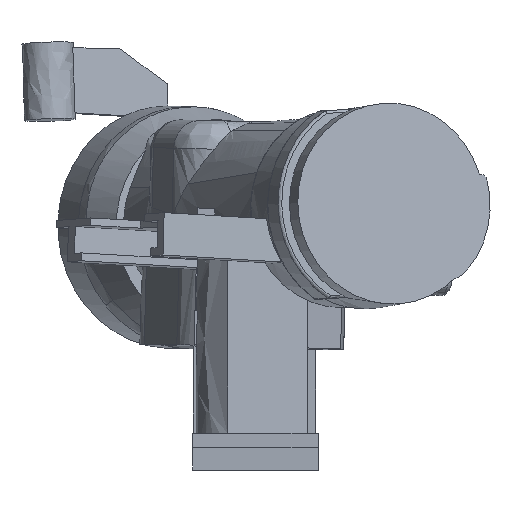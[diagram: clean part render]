
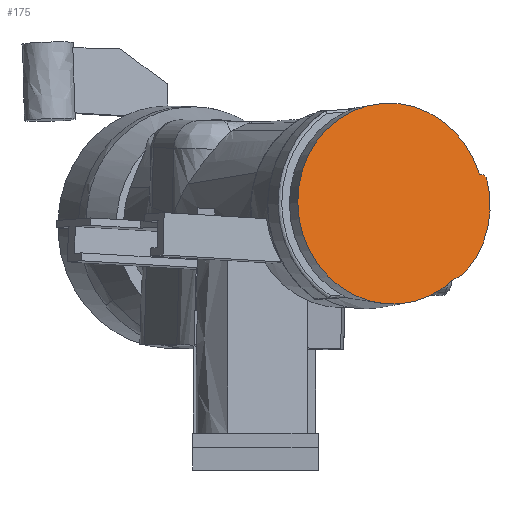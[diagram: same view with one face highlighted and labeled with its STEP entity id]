
A CAD part, left-side view. The second image highlights one B-rep face of the part: STEP entity #175.
In plain terms, the highlighted free-form (B-spline) face has degree [1, 1] with [2, 2] control points.
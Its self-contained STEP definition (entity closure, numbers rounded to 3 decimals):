
#175=ADVANCED_FACE('',(#516),#517,.T.);
#516=FACE_OUTER_BOUND('',#4645,.T.);
#517=B_SPLINE_SURFACE_WITH_KNOTS('',1,1,((#4646,#4647),(#4648,#4649)),.UNSPECIFIED.,.F.,.F.,.F.,(2,2),(2,2),(0.0,1.0),(0.0,1.0),.UNSPECIFIED.);
#4645=EDGE_LOOP('',(#12589,#12590,#12591,#12592,#12593,#12594));
#4646=CARTESIAN_POINT('',(-67.745,-7.634,25.011));
#4647=CARTESIAN_POINT('',(-66.059,-6.942,60.813));
#4648=CARTESIAN_POINT('',(-53.694,-41.903,25.011));
#4649=CARTESIAN_POINT('',(-52.007,-41.211,60.813));
#12589=ORIENTED_EDGE('',*,*,#13005,.T.);
#12590=ORIENTED_EDGE('',*,*,#13446,.T.);
#12591=ORIENTED_EDGE('',*,*,#13365,.T.);
#12592=ORIENTED_EDGE('',*,*,#13447,.T.);
#12593=ORIENTED_EDGE('',*,*,#13088,.T.);
#12594=ORIENTED_EDGE('',*,*,#13383,.T.);
#13005=EDGE_CURVE('',#13575,#13573,#13576,.T.);
#13088=EDGE_CURVE('',#13727,#13725,#13728,.T.);
#13365=EDGE_CURVE('',#14192,#14195,#14197,.T.);
#13383=EDGE_CURVE('',#13725,#13575,#14220,.T.);
#13446=EDGE_CURVE('',#13573,#14192,#14320,.T.);
#13447=EDGE_CURVE('',#14195,#13727,#14321,.T.);
#13573=VERTEX_POINT('',#14668);
#13575=VERTEX_POINT('',#14670);
#13576=ELLIPSE('',#14671,17.246,17.244);
#13725=VERTEX_POINT('',#15152);
#13727=VERTEX_POINT('',#15157);
#13728=ELLIPSE('',#15158,17.728,17.711);
#14192=VERTEX_POINT('',#17967);
#14195=VERTEX_POINT('',#17970);
#14197=LINE('',#17972,#17973);
#14220=B_SPLINE_CURVE_WITH_KNOTS('',3,(#18154,#18155,#18156,#18157,#18158,#18159,#18160,#18161),.UNSPECIFIED.,.F.,.F.,(4,2,2,4),(0.018,0.018,0.019,0.021),.UNSPECIFIED.);
#14320=B_SPLINE_CURVE_WITH_KNOTS('',3,(#18440,#18441,#18442,#18443,#18444,#18445,#18446,#18447,#18448,#18449,#18450,#18451,#18452,#18453,#18454,#18455,#18456,#18457,#18458,#18459,#18460,#18461,#18462,#18463,#18464,#18465,#18466,#18467,#18468,#18469,#18470),.UNSPECIFIED.,.F.,.F.,(4,1,1,1,2,2,1,1,1,1,2,2,2,1,1,1,2,2,1,1,1,4),(0.,0.,0.,0.,0.,0.,0.,0.,0.,0.001,0.001,0.001,0.001,0.001,0.001,0.001,0.001,0.001,0.001,0.001,0.001,0.001),.UNSPECIFIED.);
#14321=B_SPLINE_CURVE_WITH_KNOTS('',3,(#18471,#18472,#18473,#18474,#18475,#18476,#18477,#18478,#18479,#18480,#18481,#18482,#18483,#18484,#18485,#18486,#18487,#18488,#18489,#18490,#18491,#18492,#18493,#18494,#18495,#18496,#18497,#18498),.UNSPECIFIED.,.F.,.F.,(4,2,1,2,2,2,2,2,2,1,2,1,2,2,1,4),(0.,0.,0.,0.,0.,0.,0.,0.,0.,0.,0.,0.,0.,0.,0.001,0.001),.UNSPECIFIED.);
#14668=CARTESIAN_POINT('',(-52.936,-40.764,47.259));
#14670=CARTESIAN_POINT('',(-55.167,-37.451,31.402));
#14671=AXIS2_PLACEMENT_3D('',#19164,#19165,#19166);
#15152=CARTESIAN_POINT('',(-56.362,-34.798,29.451));
#15157=CARTESIAN_POINT('',(-53.438,-39.393,48.355));
#15158=AXIS2_PLACEMENT_3D('',#19296,#19297,#19298);
#17967=CARTESIAN_POINT('',(-53.261,-39.873,48.008));
#17970=CARTESIAN_POINT('',(-53.278,-39.831,48.009));
#17972=CARTESIAN_POINT('',(-61.041,-20.841,48.427));
#17973=VECTOR('',#19629,1.0);
#18154=CARTESIAN_POINT('',(-56.362,-34.798,29.451));
#18155=CARTESIAN_POINT('',(-56.255,-35.044,29.569));
#18156=CARTESIAN_POINT('',(-56.149,-35.286,29.696));
#18157=CARTESIAN_POINT('',(-55.939,-35.762,29.971));
#18158=CARTESIAN_POINT('',(-55.834,-35.996,30.119));
#18159=CARTESIAN_POINT('',(-55.53,-36.673,30.599));
#18160=CARTESIAN_POINT('',(-55.339,-37.091,30.962));
#18161=CARTESIAN_POINT('',(-55.167,-37.451,31.402));
#18440=CARTESIAN_POINT('',(-52.936,-40.764,47.259));
#18441=CARTESIAN_POINT('',(-52.938,-40.757,47.286));
#18442=CARTESIAN_POINT('',(-52.941,-40.742,47.338));
#18443=CARTESIAN_POINT('',(-52.949,-40.713,47.413));
#18444=CARTESIAN_POINT('',(-52.959,-40.679,47.485));
#18445=CARTESIAN_POINT('',(-52.967,-40.652,47.532));
#18446=CARTESIAN_POINT('',(-52.973,-40.635,47.56));
#18447=CARTESIAN_POINT('',(-52.974,-40.631,47.566));
#18448=CARTESIAN_POINT('',(-52.976,-40.624,47.577));
#18449=CARTESIAN_POINT('',(-52.98,-40.613,47.594));
#18450=CARTESIAN_POINT('',(-52.989,-40.586,47.632));
#18451=CARTESIAN_POINT('',(-53.003,-40.545,47.683));
#18452=CARTESIAN_POINT('',(-53.022,-40.491,47.741));
#18453=CARTESIAN_POINT('',(-53.036,-40.453,47.776));
#18454=CARTESIAN_POINT('',(-53.045,-40.428,47.797));
#18455=CARTESIAN_POINT('',(-53.047,-40.422,47.801));
#18456=CARTESIAN_POINT('',(-53.05,-40.412,47.809));
#18457=CARTESIAN_POINT('',(-53.052,-40.407,47.813));
#18458=CARTESIAN_POINT('',(-53.058,-40.392,47.825));
#18459=CARTESIAN_POINT('',(-53.069,-40.36,47.849));
#18460=CARTESIAN_POINT('',(-53.09,-40.306,47.884));
#18461=CARTESIAN_POINT('',(-53.115,-40.239,47.92));
#18462=CARTESIAN_POINT('',(-53.133,-40.192,47.94));
#18463=CARTESIAN_POINT('',(-53.147,-40.157,47.954));
#18464=CARTESIAN_POINT('',(-53.152,-40.145,47.958));
#18465=CARTESIAN_POINT('',(-53.161,-40.12,47.967));
#18466=CARTESIAN_POINT('',(-53.176,-40.084,47.978));
#18467=CARTESIAN_POINT('',(-53.2,-40.023,47.993));
#18468=CARTESIAN_POINT('',(-53.23,-39.948,48.004));
#18469=CARTESIAN_POINT('',(-53.25,-39.898,48.008));
#18470=CARTESIAN_POINT('',(-53.261,-39.873,48.008));
#18471=CARTESIAN_POINT('',(-53.278,-39.831,48.009));
#18472=CARTESIAN_POINT('',(-53.283,-39.819,48.01));
#18473=CARTESIAN_POINT('',(-53.287,-39.807,48.01));
#18474=CARTESIAN_POINT('',(-53.297,-39.783,48.013));
#18475=CARTESIAN_POINT('',(-53.304,-39.765,48.015));
#18476=CARTESIAN_POINT('',(-53.311,-39.747,48.019));
#18477=CARTESIAN_POINT('',(-53.316,-39.735,48.022));
#18478=CARTESIAN_POINT('',(-53.318,-39.729,48.024));
#18479=CARTESIAN_POINT('',(-53.325,-39.712,48.028));
#18480=CARTESIAN_POINT('',(-53.33,-39.7,48.032));
#18481=CARTESIAN_POINT('',(-53.343,-39.666,48.045));
#18482=CARTESIAN_POINT('',(-53.352,-39.644,48.055));
#18483=CARTESIAN_POINT('',(-53.364,-39.613,48.073));
#18484=CARTESIAN_POINT('',(-53.368,-39.602,48.079));
#18485=CARTESIAN_POINT('',(-53.373,-39.587,48.09));
#18486=CARTESIAN_POINT('',(-53.375,-39.582,48.093));
#18487=CARTESIAN_POINT('',(-53.379,-39.572,48.1));
#18488=CARTESIAN_POINT('',(-53.388,-39.547,48.119));
#18489=CARTESIAN_POINT('',(-53.396,-39.524,48.14));
#18490=CARTESIAN_POINT('',(-53.405,-39.499,48.168));
#18491=CARTESIAN_POINT('',(-53.409,-39.486,48.182));
#18492=CARTESIAN_POINT('',(-53.413,-39.475,48.197));
#18493=CARTESIAN_POINT('',(-53.416,-39.467,48.207));
#18494=CARTESIAN_POINT('',(-53.417,-39.463,48.212));
#18495=CARTESIAN_POINT('',(-53.423,-39.445,48.239));
#18496=CARTESIAN_POINT('',(-53.431,-39.42,48.282));
#18497=CARTESIAN_POINT('',(-53.436,-39.401,48.33));
#18498=CARTESIAN_POINT('',(-53.438,-39.393,48.355));
#19164=CARTESIAN_POINT('',(-59.474,-25.397,42.96));
#19165=DIRECTION('',(-0.924,-0.379,0.051));
#19166=DIRECTION('',(-0.258,0.716,0.649));
#19296=CARTESIAN_POINT('',(-60.093,-23.893,42.912));
#19297=DIRECTION('',(-0.924,-0.379,0.051));
#19298=DIRECTION('',(0.364,-0.913,-0.185));
#19629=DIRECTION('',(-0.378,0.925,0.02));
